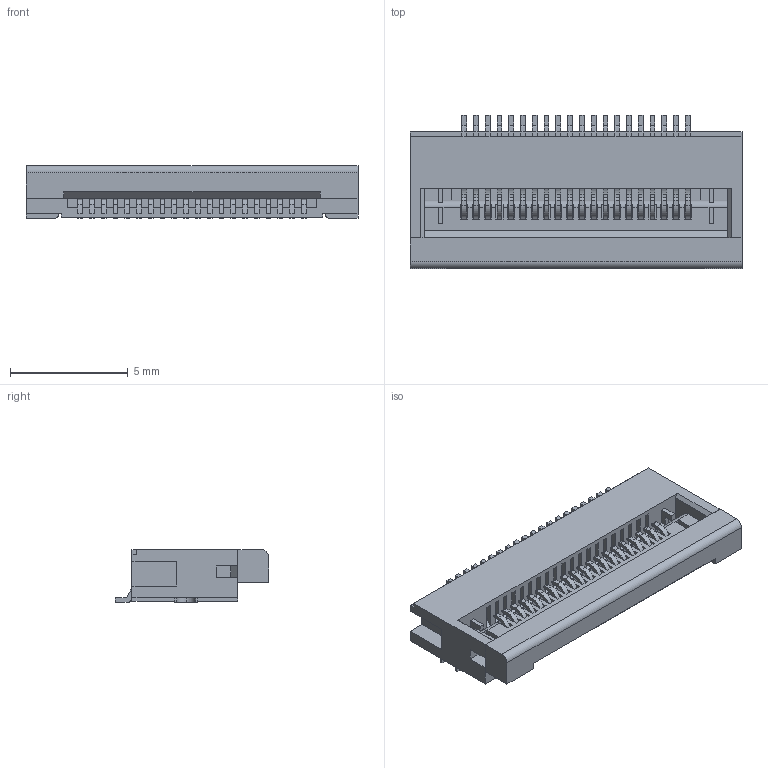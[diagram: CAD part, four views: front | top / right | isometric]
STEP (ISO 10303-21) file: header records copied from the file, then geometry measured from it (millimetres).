
FILE_DESCRIPTION(('STEP AP242'),'1');
FILE_NAME('687120149022.stp','2021-08-20T07:16:24',('TraceParts'),('TraceParts S.A.'),'Spatial InterOp 3D',' ',' ');
FILE_SCHEMA(('AP242_MANAGED_MODEL_BASED_3D_ENGINEERING_MIM_LF {1 0 10303 442 1 1 4}'));
Length unit declared in the file: millimetre
Products named in the file (1): 687120149022_1
Bounding box: 14.1 x 6.5 x 2.25 mm (x, y, z)
Volume: 123.1 mm3; surface area: 857 mm2
Topology: 24 solids, 24 shells, 1167 faces, 3561 edges, 2354 vertices
Faces by surface type: plane 836, cylinder 331
Entity records: 40113 total; most frequent: ORIENTED_EDGE 7122, CARTESIAN_POINT 7106, DIRECTION 6685, EDGE_CURVE 3561, LINE 2819, VECTOR 2819, VERTEX_POINT 2354, AXIS2_PLACEMENT_3D 1933
